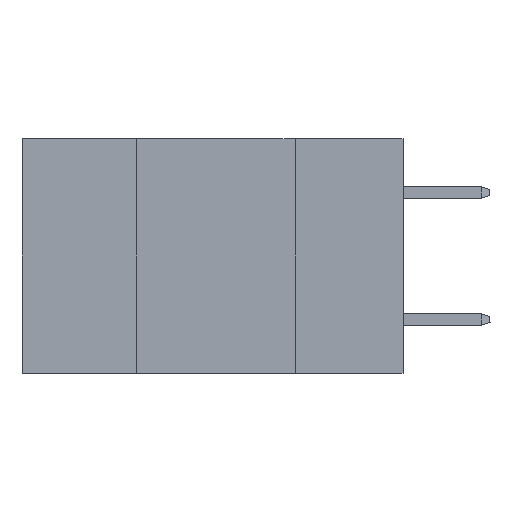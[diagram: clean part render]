
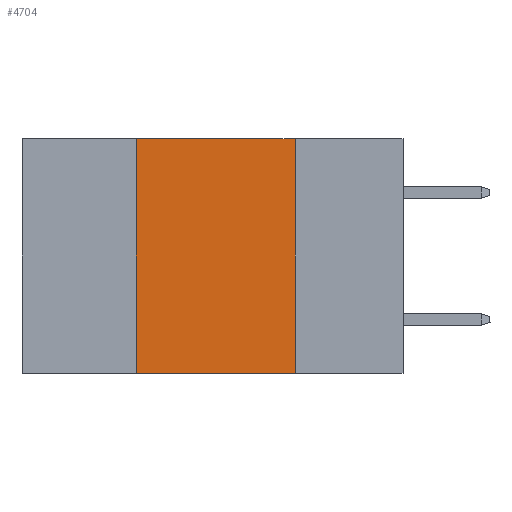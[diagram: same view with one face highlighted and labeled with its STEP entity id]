
A CAD part, left-side view. The second image highlights one B-rep face of the part: STEP entity #4704.
In plain terms, the highlighted planar face has unit normal (-1, 0, 0).
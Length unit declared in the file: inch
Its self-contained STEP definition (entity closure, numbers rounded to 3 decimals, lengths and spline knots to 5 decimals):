
#4 = ORIENTED_EDGE ( 'NONE', *, *, #10712, .T. ) ;
#160 = CARTESIAN_POINT ( 'NONE',  ( 0., 0.17, -0.37 ) ) ;
#1457 = EDGE_LOOP ( 'NONE', ( #27532, #8837, #4404, #4 ) ) ;
#2237 = VERTEX_POINT ( 'NONE', #4549 ) ;
#3076 = LINE ( 'NONE', #14321, #26923 ) ;
#3597 = EDGE_CURVE ( 'NONE', #2237, #9386, #8625, .T. ) ;
#4404 = ORIENTED_EDGE ( 'NONE', *, *, #3597, .F. ) ;
#4549 = CARTESIAN_POINT ( 'NONE',  ( 0., 0.42, -0.37 ) ) ;
#4704 = ADVANCED_FACE ( 'NONE', ( #11969 ), #23496, .F. ) ;
#5598 = DIRECTION ( 'NONE',  ( 1., 0., 0. ) ) ;
#5825 = LINE ( 'NONE', #14631, #23579 ) ;
#7779 = CARTESIAN_POINT ( 'NONE',  ( 0., 0.6, 0. ) ) ;
#8200 = DIRECTION ( 'NONE',  ( 0., 0., -1. ) ) ;
#8483 = DIRECTION ( 'NONE',  ( 0., 0., 1. ) ) ;
#8625 = LINE ( 'NONE', #24056, #27431 ) ;
#8837 = ORIENTED_EDGE ( 'NONE', *, *, #22284, .F. ) ;
#9386 = VERTEX_POINT ( 'NONE', #14201 ) ;
#9777 = VERTEX_POINT ( 'NONE', #160 ) ;
#10712 = EDGE_CURVE ( 'NONE', #2237, #9777, #5825, .T. ) ;
#11969 = FACE_OUTER_BOUND ( 'NONE', #1457, .T. ) ;
#13851 = CARTESIAN_POINT ( 'NONE',  ( 0., 0.6, 0. ) ) ;
#14201 = CARTESIAN_POINT ( 'NONE',  ( 0., 0.42, 0. ) ) ;
#14321 = CARTESIAN_POINT ( 'NONE',  ( 0., 0.17, 0. ) ) ;
#14631 = CARTESIAN_POINT ( 'NONE',  ( 0., 0.6, -0.37 ) ) ;
#15537 = EDGE_CURVE ( 'NONE', #27917, #9777, #3076, .T. ) ;
#17902 = DIRECTION ( 'NONE',  ( 0., -1., 0. ) ) ;
#18378 = DIRECTION ( 'NONE',  ( 0., 0., -1. ) ) ;
#18678 = DIRECTION ( 'NONE',  ( 0., -1., 0. ) ) ;
#20215 = LINE ( 'NONE', #13851, #23901 ) ;
#20373 = CARTESIAN_POINT ( 'NONE',  ( 0., 0.17, 0. ) ) ;
#20823 = AXIS2_PLACEMENT_3D ( 'NONE', #7779, #5598, #8200 ) ;
#22284 = EDGE_CURVE ( 'NONE', #9386, #27917, #20215, .T. ) ;
#23496 = PLANE ( 'NONE',  #20823 ) ;
#23579 = VECTOR ( 'NONE', #18678, 39.37008 ) ;
#23901 = VECTOR ( 'NONE', #17902, 39.37008 ) ;
#24056 = CARTESIAN_POINT ( 'NONE',  ( 0., 0.42, 0. ) ) ;
#26923 = VECTOR ( 'NONE', #18378, 39.37008 ) ;
#27431 = VECTOR ( 'NONE', #8483, 39.37008 ) ;
#27532 = ORIENTED_EDGE ( 'NONE', *, *, #15537, .F. ) ;
#27917 = VERTEX_POINT ( 'NONE', #20373 ) ;
